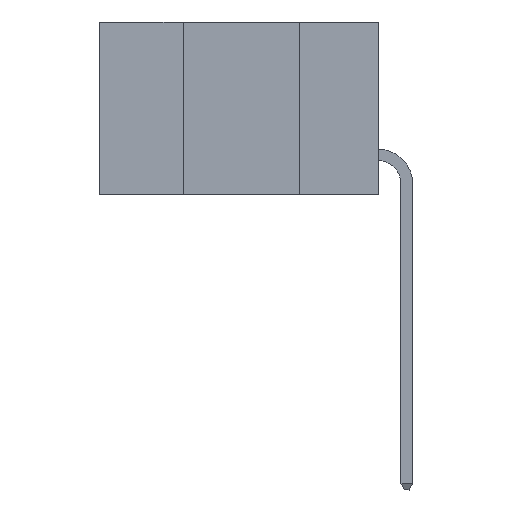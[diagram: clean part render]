
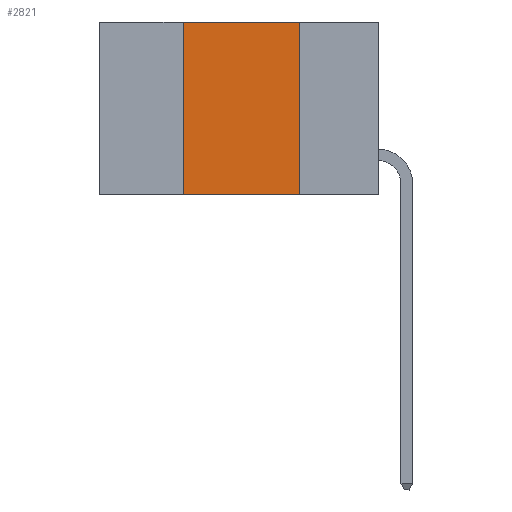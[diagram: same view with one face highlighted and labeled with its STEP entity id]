
A CAD part, left-side view. The second image highlights one B-rep face of the part: STEP entity #2821.
In plain terms, the highlighted planar face has unit normal (-1, 0, 0).
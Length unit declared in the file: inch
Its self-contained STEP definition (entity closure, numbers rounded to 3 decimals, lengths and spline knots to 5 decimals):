
#504 = PLANE ( 'NONE',  #6073 ) ;
#720 = DIRECTION ( 'NONE',  ( 1., 0., 0. ) ) ;
#905 = CARTESIAN_POINT ( 'NONE',  ( 0., 0.17, 0. ) ) ;
#1372 = VECTOR ( 'NONE', #3826, 39.37008 ) ;
#1528 = CARTESIAN_POINT ( 'NONE',  ( 0., 0.42, 0. ) ) ;
#2051 = CARTESIAN_POINT ( 'NONE',  ( 0., 0.6, 0. ) ) ;
#2448 = VERTEX_POINT ( 'NONE', #905 ) ;
#2731 = ORIENTED_EDGE ( 'NONE', *, *, #16125, .F. ) ;
#2821 = ADVANCED_FACE ( 'NONE', ( #9564 ), #504, .F. ) ;
#3014 = DIRECTION ( 'NONE',  ( 0., -1., 0. ) ) ;
#3711 = VECTOR ( 'NONE', #3014, 39.37008 ) ;
#3778 = VERTEX_POINT ( 'NONE', #9065 ) ;
#3826 = DIRECTION ( 'NONE',  ( 0., 0., -1. ) ) ;
#5369 = LINE ( 'NONE', #11281, #1372 ) ;
#6073 = AXIS2_PLACEMENT_3D ( 'NONE', #17003, #720, #17106 ) ;
#6745 = ORIENTED_EDGE ( 'NONE', *, *, #16005, .F. ) ;
#7676 = ORIENTED_EDGE ( 'NONE', *, *, #12185, .T. ) ;
#9049 = VERTEX_POINT ( 'NONE', #1528 ) ;
#9065 = CARTESIAN_POINT ( 'NONE',  ( 0., 0.42, -0.37 ) ) ;
#9564 = FACE_OUTER_BOUND ( 'NONE', #14378, .T. ) ;
#10281 = CARTESIAN_POINT ( 'NONE',  ( 0., 0.17, -0.37 ) ) ;
#11281 = CARTESIAN_POINT ( 'NONE',  ( 0., 0.17, 0. ) ) ;
#11296 = DIRECTION ( 'NONE',  ( 0., 0., 1. ) ) ;
#11664 = LINE ( 'NONE', #2051, #14625 ) ;
#12185 = EDGE_CURVE ( 'NONE', #3778, #14214, #14615, .T. ) ;
#12914 = LINE ( 'NONE', #18542, #17445 ) ;
#13400 = CARTESIAN_POINT ( 'NONE',  ( 0., 0.6, -0.37 ) ) ;
#13933 = DIRECTION ( 'NONE',  ( 0., -1., 0. ) ) ;
#14133 = EDGE_CURVE ( 'NONE', #3778, #9049, #12914, .T. ) ;
#14214 = VERTEX_POINT ( 'NONE', #10281 ) ;
#14378 = EDGE_LOOP ( 'NONE', ( #2731, #6745, #14582, #7676 ) ) ;
#14582 = ORIENTED_EDGE ( 'NONE', *, *, #14133, .F. ) ;
#14615 = LINE ( 'NONE', #13400, #3711 ) ;
#14625 = VECTOR ( 'NONE', #13933, 39.37008 ) ;
#16005 = EDGE_CURVE ( 'NONE', #9049, #2448, #11664, .T. ) ;
#16125 = EDGE_CURVE ( 'NONE', #2448, #14214, #5369, .T. ) ;
#17003 = CARTESIAN_POINT ( 'NONE',  ( 0., 0.6, 0. ) ) ;
#17106 = DIRECTION ( 'NONE',  ( 0., 0., -1. ) ) ;
#17445 = VECTOR ( 'NONE', #11296, 39.37008 ) ;
#18542 = CARTESIAN_POINT ( 'NONE',  ( 0., 0.42, 0. ) ) ;
